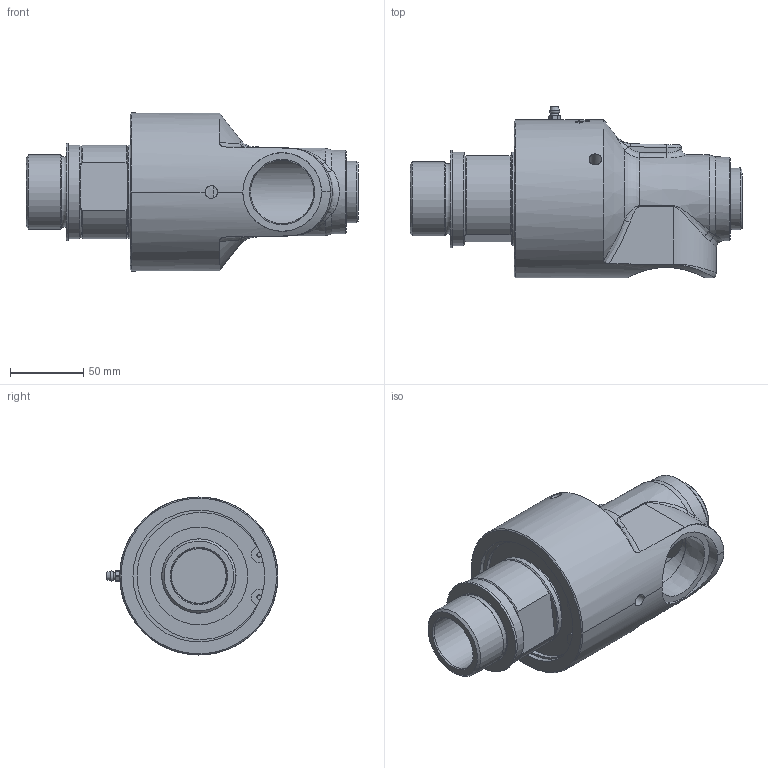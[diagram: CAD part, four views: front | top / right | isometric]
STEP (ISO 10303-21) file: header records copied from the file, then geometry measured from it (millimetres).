
FILE_DESCRIPTION(/* description */ (''),/* implementation_level */ '2;1');
FILE_NAME(/* name */ '555-000-395-IC.stp',/* time_stamp */ '2020-05-20T13:09:33-05:00',/* author */ ('GALINDOLM'),/* organization */ (''),/* preprocessor_version */ 'ST-DEVELOPER v18',/* originating_system */ 'Autodesk Inventor 2020',/* authorisation */ '');
FILE_SCHEMA (('AUTOMOTIVE_DESIGN { 1 0 10303 214 3 1 1 }'));
Length unit declared in the file: millimetre
Products named in the file (1): 555-000-395-IC
Bounding box: 226.91 x 117.41 x 108 mm (x, y, z)
Volume: 791016.8 mm3; surface area: 111655 mm2
Topology: 1 solids, 2 shells, 479 faces, 1305 edges, 866 vertices
Faces by surface type: bspline 235, plane 125, cylinder 71, cone 41, torus 7
Full cylindrical faces by diameter (mm): 2.005 x1, 3.12 x2, 3.5 x1, 5.359 x1, 8.6 x3, 37.313 x1, 38.1 x1, 43.256 x1, 50 x1, 50.754 x1, 50.8 x1, 53.7 x1, 56.25 x1, 64 x2, 66.7 x1, 90.07 x1
Entity records: 27945 total; most frequent: CARTESIAN_POINT 16821, ORIENTED_EDGE 2604, DIRECTION 1711, EDGE_CURVE 1302, VERTEX_POINT 866, AXIS2_PLACEMENT_3D 644, EDGE_LOOP 528, FACE_OUTER_BOUND 479
